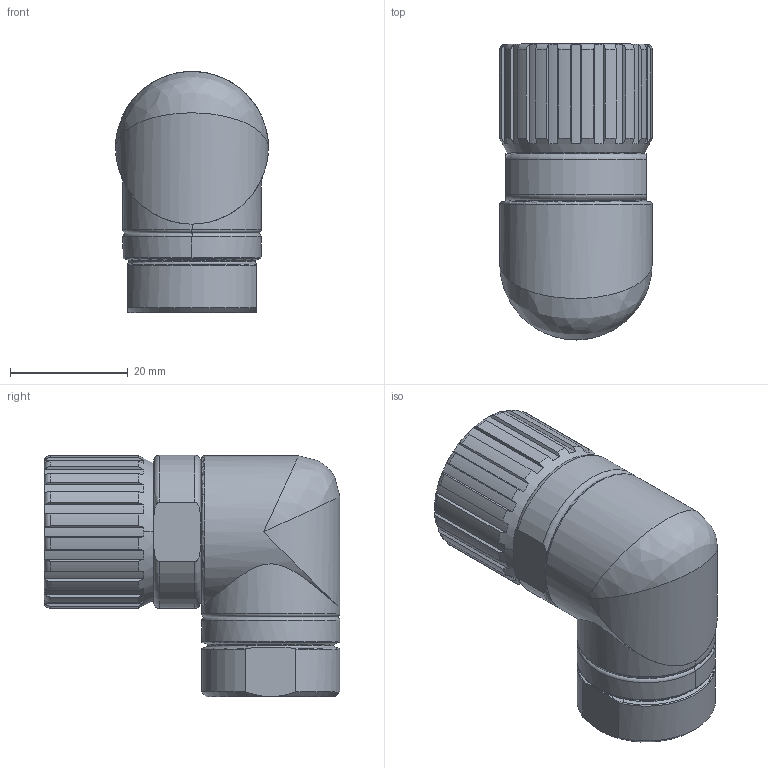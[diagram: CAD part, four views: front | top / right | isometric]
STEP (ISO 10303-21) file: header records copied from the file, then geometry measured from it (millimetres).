
FILE_DESCRIPTION((''),'2;1');
FILE_NAME('6-1','2017-08-05T',('ch.chen'),(''),'PRO/ENGINEER BY PARAMETRIC TECHNOLOGY CORPORATION, 2012480','PRO/ENGINEER BY PARAMETRIC TECHNOLOGY CORPORATION, 2012480','');
FILE_SCHEMA(('AUTOMOTIVE_DESIGN { 1 0 10303 214 1 1 1 1 }'));
Length unit declared in the file: millimetre
Products named in the file (1): 6-1
Bounding box: 25.92 x 50.25 x 41 mm (x, y, z)
Volume: 15446.5 mm3; surface area: 16422.6 mm2
Topology: 1 solids, 3 shells, 465 faces, 1407 edges, 942 vertices
Faces by surface type: plane 170, cylinder 160, cone 58, bspline 41, torus 35, extrusion 1
Entity records: 26158 total; most frequent: CARTESIAN_POINT 13799, ORIENTED_EDGE 2814, DIRECTION 2302, EDGE_CURVE 1407, VERTEX_POINT 942, AXIS2_PLACEMENT_3D 923, EDGE_LOOP 503, CIRCLE 500
